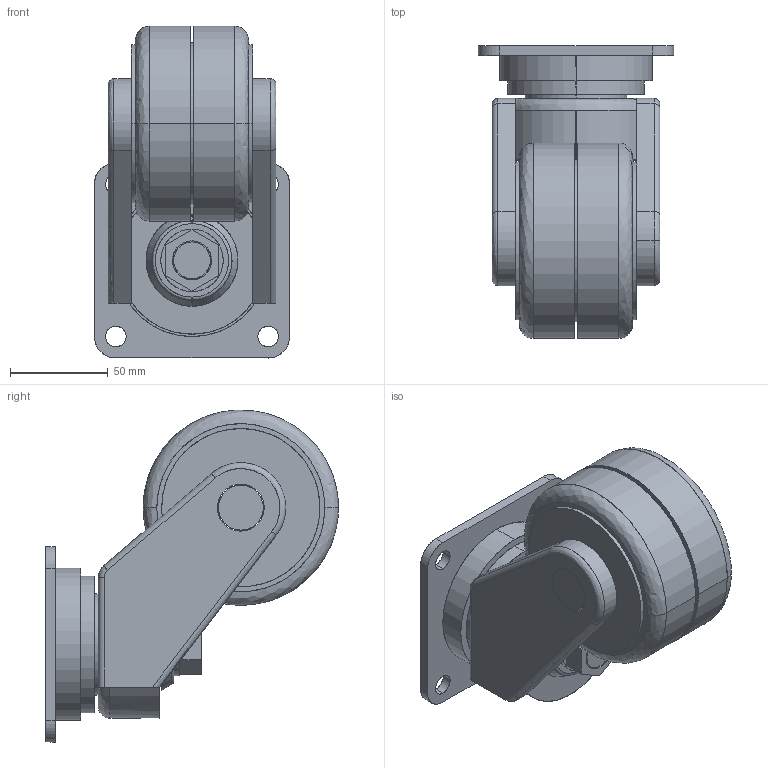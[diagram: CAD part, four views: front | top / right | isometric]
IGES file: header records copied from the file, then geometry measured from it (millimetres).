
Start section: SolidWorks IGES file using analytic representation for surfaces
Global section: file name: K-100X-N-100.IGS,15; native system: HSolidWorks 2011; preprocessor: SolidWorks 2011; author: 0849sm; date: 120307.161429; units: millimetre
Bounding box: 100 x 150 x 170 mm (x, y, z)
Surface area: 109496.3 mm2 (no closed solid volume)
Topology: 0 solids, 0 shells, 110 faces, 2716 edges, 2716 vertices
Faces by surface type: revolution 56, bspline 54
